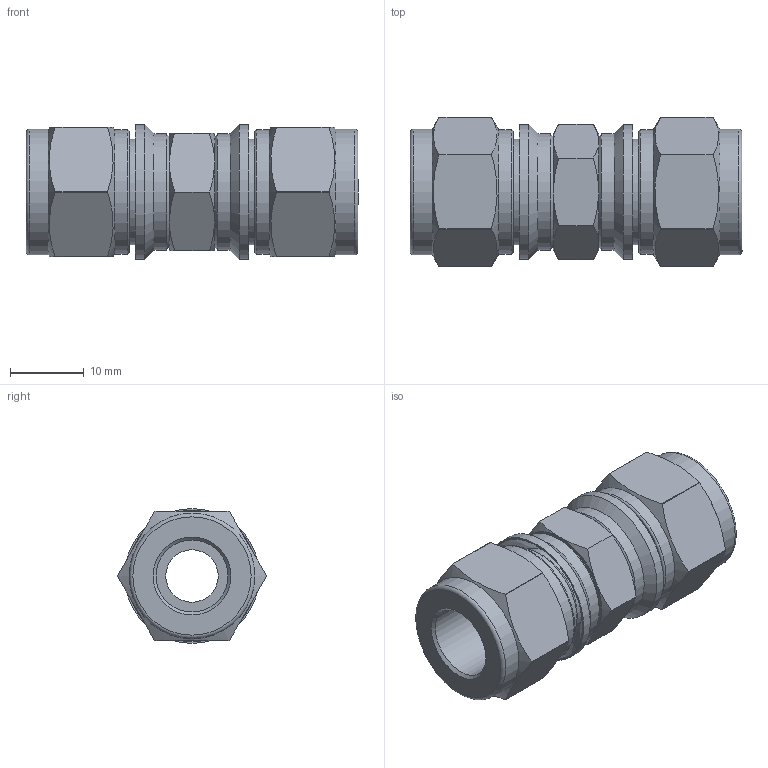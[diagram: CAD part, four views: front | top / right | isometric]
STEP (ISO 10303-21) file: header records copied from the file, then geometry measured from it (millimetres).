
FILE_DESCRIPTION(/* description */ (''),/* implementation_level */ '2;1');
FILE_NAME(/* name */ 'SUI-6.stp',/* time_stamp */ '2022-07-08T13:22:05+09:00',/* author */ ('user'),/* organization */ (''),/* preprocessor_version */ 'ST-DEVELOPER v18.1',/* originating_system */ 'Autodesk Inventor 2022',/* authorisation */ '');
FILE_SCHEMA (('AUTOMOTIVE_DESIGN { 1 0 10303 214 3 1 1 }'));
Length unit declared in the file: millimetre
Products named in the file (1): SU-6
Bounding box: 44.93 x 20.16 x 18.25 mm (x, y, z)
Volume: 7343.6 mm3; surface area: 5470.4 mm2
Topology: 1 solids, 1 shells, 91 faces, 217 edges, 138 vertices
Faces by surface type: plane 30, cylinder 29, cone 28, torus 4
Full cylindrical faces by diameter (mm): 7.112 x1, 9.73 x2, 12.5 x2, 13.05 x2, 14.28 x2, 15.8 x2, 16.8 x2, 17 x2, 18.25 x2
Entity records: 2642 total; most frequent: CARTESIAN_POINT 543, DIRECTION 447, ORIENTED_EDGE 434, EDGE_CURVE 217, AXIS2_PLACEMENT_3D 186, VERTEX_POINT 138, EDGE_LOOP 103, CIRCLE 94
